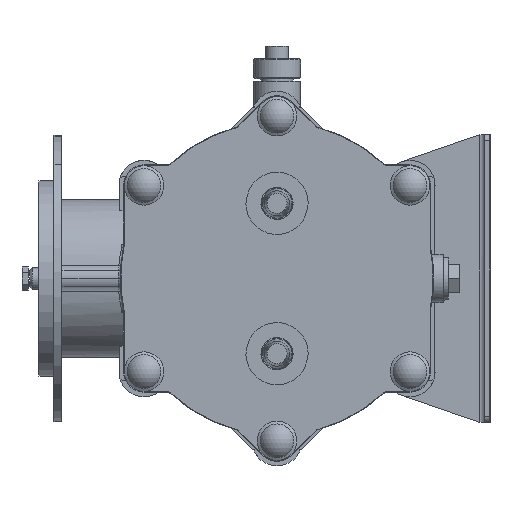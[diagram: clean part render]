
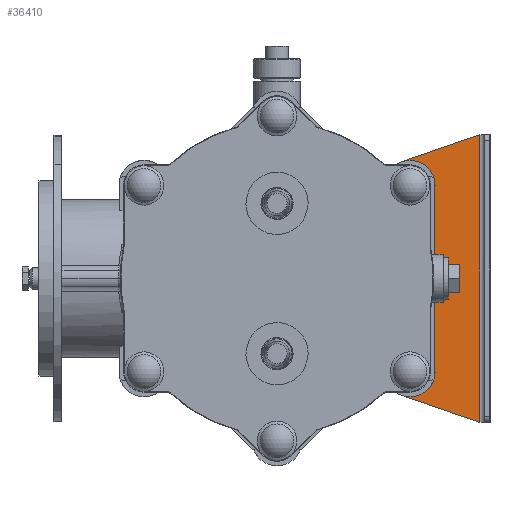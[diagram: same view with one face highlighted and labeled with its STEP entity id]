
A CAD part, left-side view. The second image highlights one B-rep face of the part: STEP entity #36410.
In plain terms, the highlighted planar face has unit normal (-1, 0, 0).
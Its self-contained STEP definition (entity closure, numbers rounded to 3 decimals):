
#1707=PLANE('',#38730);
#3246=FACE_OUTER_BOUND('',#5335,.T.);
#5335=EDGE_LOOP('',(#24126,#24127,#24128,#24129,#24130,#24131,#24132,#24133));
#7574=LINE('',#53329,#10489);
#7579=LINE('',#53344,#10494);
#7591=LINE('',#53463,#10506);
#10489=VECTOR('',#43077,10.);
#10494=VECTOR('',#43092,10.);
#10506=VECTOR('',#43120,10.);
#13220=CIRCLE('',#38485,20.);
#13229=CIRCLE('',#38497,20.);
#13244=CIRCLE('',#38534,20.);
#13256=CIRCLE('',#38549,20.);
#13349=CIRCLE('',#38724,112.55);
#14454=VERTEX_POINT('',#52794);
#14459=VERTEX_POINT('',#52804);
#14469=VERTEX_POINT('',#52829);
#14470=VERTEX_POINT('',#52833);
#14505=VERTEX_POINT('',#52947);
#14511=VERTEX_POINT('',#52968);
#14601=VERTEX_POINT('',#53323);
#14608=VERTEX_POINT('',#53342);
#17970=EDGE_CURVE('',#14459,#14454,#13220,.T.);
#17985=EDGE_CURVE('',#14470,#14469,#13229,.T.);
#18041=EDGE_CURVE('',#14469,#14505,#13244,.T.);
#18053=EDGE_CURVE('',#14454,#14511,#13256,.T.);
#18213=EDGE_CURVE('',#14601,#14505,#7574,.T.);
#18220=EDGE_CURVE('',#14459,#14608,#7579,.T.);
#18240=EDGE_CURVE('',#14608,#14601,#7591,.T.);
#18256=EDGE_CURVE('',#14470,#14511,#13349,.T.);
#24126=ORIENTED_EDGE('',*,*,#17970,.F.);
#24127=ORIENTED_EDGE('',*,*,#18220,.T.);
#24128=ORIENTED_EDGE('',*,*,#18240,.T.);
#24129=ORIENTED_EDGE('',*,*,#18213,.T.);
#24130=ORIENTED_EDGE('',*,*,#18041,.F.);
#24131=ORIENTED_EDGE('',*,*,#17985,.F.);
#24132=ORIENTED_EDGE('',*,*,#18256,.T.);
#24133=ORIENTED_EDGE('',*,*,#18053,.F.);
#36410=ADVANCED_FACE('',(#3246),#1707,.F.);
#38485=AXIS2_PLACEMENT_3D('',#52806,#42543,#42544);
#38497=AXIS2_PLACEMENT_3D('',#52835,#42573,#42574);
#38534=AXIS2_PLACEMENT_3D('',#52948,#42688,#42689);
#38549=AXIS2_PLACEMENT_3D('',#52969,#42718,#42719);
#38724=AXIS2_PLACEMENT_3D('',#53495,#43160,#43161);
#38730=AXIS2_PLACEMENT_3D('',#53503,#43172,#43173);
#42543=DIRECTION('center_axis',(-1.,0.,0.));
#42544=DIRECTION('ref_axis',(0.,0.,1.));
#42573=DIRECTION('center_axis',(-1.,0.,0.));
#42574=DIRECTION('ref_axis',(0.,0.,1.));
#42688=DIRECTION('center_axis',(-1.,0.,0.));
#42689=DIRECTION('ref_axis',(0.,0.,1.));
#42718=DIRECTION('center_axis',(-1.,0.,0.));
#42719=DIRECTION('ref_axis',(0.,0.,1.));
#43077=DIRECTION('',(0.,0.945,-0.327));
#43092=DIRECTION('',(0.,-0.945,-0.327));
#43120=DIRECTION('',(0.,0.,1.));
#43160=DIRECTION('center_axis',(1.,0.,0.));
#43161=DIRECTION('ref_axis',(0.,-0.766,0.643));
#43172=DIRECTION('center_axis',(1.,0.,0.));
#43173=DIRECTION('ref_axis',(0.,0.,-1.));
#52794=CARTESIAN_POINT('',(-302.5,-106.121,-94.307));
#52804=CARTESIAN_POINT('',(-302.5,-99.575,-93.205));
#52806=CARTESIAN_POINT('Origin',(-302.5,-106.121,-74.307));
#52829=CARTESIAN_POINT('',(-302.5,-106.121,54.307));
#52833=CARTESIAN_POINT('',(-302.5,-97.472,56.274));
#52835=CARTESIAN_POINT('Origin',(-302.5,-106.121,74.307));
#52947=CARTESIAN_POINT('',(-302.5,-99.575,93.205));
#52948=CARTESIAN_POINT('Origin',(-302.5,-106.121,74.307));
#52968=CARTESIAN_POINT('',(-302.5,-97.472,-56.274));
#52969=CARTESIAN_POINT('Origin',(-302.5,-106.121,-74.307));
#53323=CARTESIAN_POINT('',(-302.5,-162.,114.827));
#53329=CARTESIAN_POINT('',(-302.5,-162.5,115.));
#53342=CARTESIAN_POINT('',(-302.5,-162.,-114.827));
#53344=CARTESIAN_POINT('',(-302.5,-99.575,-93.205));
#53463=CARTESIAN_POINT('',(-302.5,-162.,-57.413));
#53495=CARTESIAN_POINT('Origin',(-302.5,0.,0.));
#53503=CARTESIAN_POINT('Origin',(-302.5,-135.72,0.));
